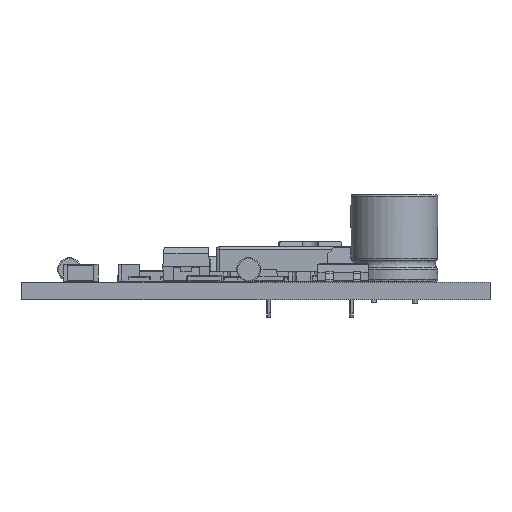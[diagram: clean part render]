
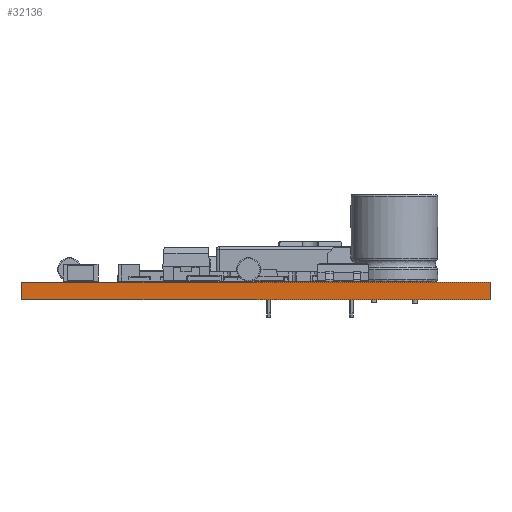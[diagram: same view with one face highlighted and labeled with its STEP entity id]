
A CAD part, left-side view. The second image highlights one B-rep face of the part: STEP entity #32136.
In plain terms, the highlighted planar face has unit normal (-1, 0, 0).
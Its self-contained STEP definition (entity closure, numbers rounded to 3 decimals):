
#32080 = VERTEX_POINT('',#32081);
#32081 = CARTESIAN_POINT('',(121.437,-118.489,1.6));
#32087 = EDGE_CURVE('',#32088,#32080,#32090,.T.);
#32088 = VERTEX_POINT('',#32089);
#32089 = CARTESIAN_POINT('',(121.437,-118.489,0.));
#32090 = LINE('',#32091,#32092);
#32091 = CARTESIAN_POINT('',(121.437,-118.489,0.));
#32092 = VECTOR('',#32093,1.);
#32093 = DIRECTION('',(0.,0.,1.));
#32136 = ADVANCED_FACE('',(#32137),#32162,.T.);
#32137 = FACE_BOUND('',#32138,.T.);
#32138 = EDGE_LOOP('',(#32139,#32140,#32148,#32156));
#32139 = ORIENTED_EDGE('',*,*,#32087,.T.);
#32140 = ORIENTED_EDGE('',*,*,#32141,.T.);
#32141 = EDGE_CURVE('',#32080,#32142,#32144,.T.);
#32142 = VERTEX_POINT('',#32143);
#32143 = CARTESIAN_POINT('',(121.437,-75.489,1.6));
#32144 = LINE('',#32145,#32146);
#32145 = CARTESIAN_POINT('',(121.437,-118.489,1.6));
#32146 = VECTOR('',#32147,1.);
#32147 = DIRECTION('',(0.,1.,0.));
#32148 = ORIENTED_EDGE('',*,*,#32149,.F.);
#32149 = EDGE_CURVE('',#32150,#32142,#32152,.T.);
#32150 = VERTEX_POINT('',#32151);
#32151 = CARTESIAN_POINT('',(121.437,-75.489,0.));
#32152 = LINE('',#32153,#32154);
#32153 = CARTESIAN_POINT('',(121.437,-75.489,0.));
#32154 = VECTOR('',#32155,1.);
#32155 = DIRECTION('',(0.,0.,1.));
#32156 = ORIENTED_EDGE('',*,*,#32157,.F.);
#32157 = EDGE_CURVE('',#32088,#32150,#32158,.T.);
#32158 = LINE('',#32159,#32160);
#32159 = CARTESIAN_POINT('',(121.437,-118.489,0.));
#32160 = VECTOR('',#32161,1.);
#32161 = DIRECTION('',(0.,1.,0.));
#32162 = PLANE('',#32163);
#32163 = AXIS2_PLACEMENT_3D('',#32164,#32165,#32166);
#32164 = CARTESIAN_POINT('',(121.437,-118.489,0.));
#32165 = DIRECTION('',(-1.,0.,0.));
#32166 = DIRECTION('',(0.,1.,0.));
